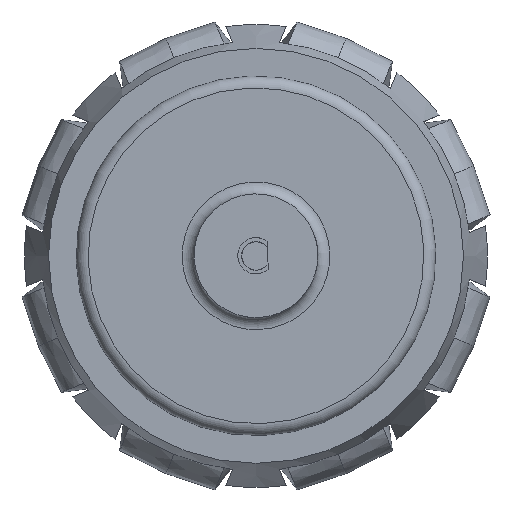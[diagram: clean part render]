
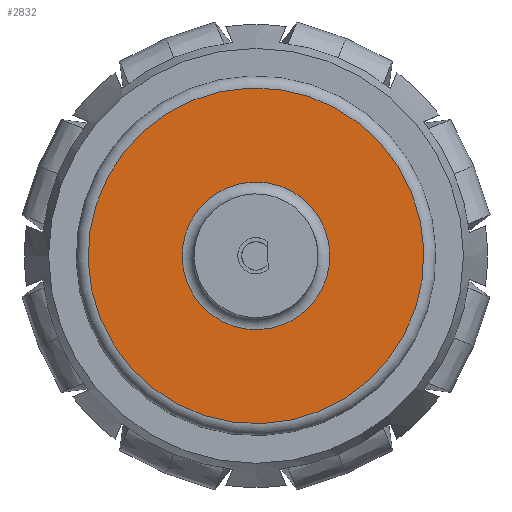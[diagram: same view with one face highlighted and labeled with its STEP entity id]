
A CAD part, top view. The second image highlights one B-rep face of the part: STEP entity #2832.
In plain terms, the highlighted face is planar.
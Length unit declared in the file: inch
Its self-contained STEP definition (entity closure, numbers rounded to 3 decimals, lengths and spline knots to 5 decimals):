
#121=FACE_BOUND($,#517,.T.);
#339=FACE_OUTER_BOUND($,#516,.T.);
#516=EDGE_LOOP($,(#2355));
#517=EDGE_LOOP($,(#2356));
#707=CIRCLE($,#3118,0.308);
#708=CIRCLE($,#3120,0.7);
#1348=VERTEX_POINT($,#4687);
#1349=VERTEX_POINT($,#4690);
#1704=EDGE_CURVE($,#1348,#1348,#707,.T.);
#1705=EDGE_CURVE($,#1349,#1349,#708,.T.);
#2355=ORIENTED_EDGE($,*,*,#1705,.F.);
#2356=ORIENTED_EDGE($,*,*,#1704,.F.);
#2695=PLANE($,#3119);
#2832=ADVANCED_FACE($,(#339,#121),#2695,.F.);
#3118=AXIS2_PLACEMENT_3D($,#4688,#3802,#3803);
#3119=AXIS2_PLACEMENT_3D($,#4689,#3804,#3805);
#3120=AXIS2_PLACEMENT_3D($,#4691,#3806,#3807);
#3802=DIRECTION('center_axis',(0.,0.,-1.));
#3803=DIRECTION('ref_axis',(1.,0.,0.));
#3804=DIRECTION('center_axis',(0.,0.,1.));
#3805=DIRECTION('ref_axis',(1.,0.,0.));
#3806=DIRECTION('center_axis',(0.,0.,1.));
#3807=DIRECTION('ref_axis',(-1.,0.,0.));
#4687=CARTESIAN_POINT('',(-0.308,0.,0.));
#4688=CARTESIAN_POINT('Origin',(0.,0.,0.));
#4689=CARTESIAN_POINT('Origin',(0.,0.,
0.));
#4690=CARTESIAN_POINT('',(0.7,0.,0.));
#4691=CARTESIAN_POINT('Origin',(0.,0.,0.));
